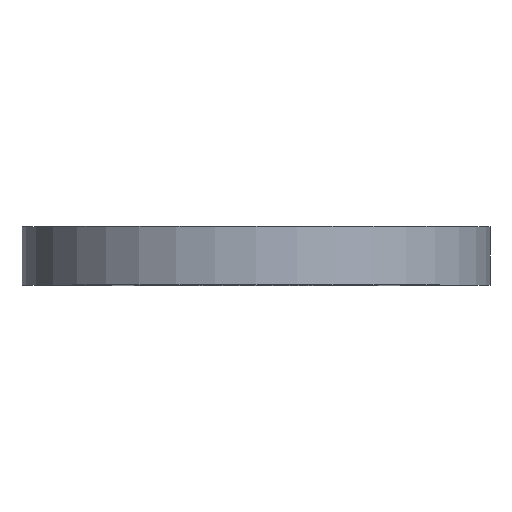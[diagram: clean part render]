
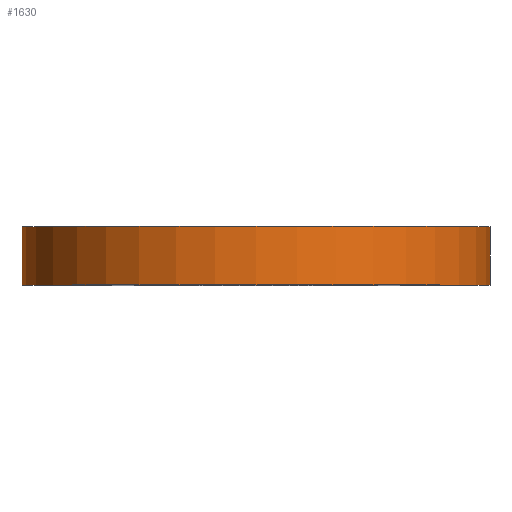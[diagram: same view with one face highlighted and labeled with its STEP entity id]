
A CAD part, top view. The second image highlights one B-rep face of the part: STEP entity #1630.
In plain terms, the highlighted cylindrical face has radius 30.48 mm (diameter 60.96 mm), a full revolution.
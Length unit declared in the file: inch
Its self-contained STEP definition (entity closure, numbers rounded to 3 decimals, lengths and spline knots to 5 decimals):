
#15=CYLINDRICAL_SURFACE('',#1757,1.2);
#87=LINE('',#2475,#283);
#283=VECTOR('',#1971,1.2);
#449=FACE_OUTER_BOUND('',#551,.T.);
#551=EDGE_LOOP('',(#1165,#1166,#1167,#1168));
#643=CIRCLE('',#1733,1.2);
#654=CIRCLE('',#1745,1.2);
#684=VERTEX_POINT('',#2307);
#731=VERTEX_POINT('',#2402);
#845=EDGE_CURVE('',#684,#684,#643,.T.);
#892=EDGE_CURVE('',#731,#731,#654,.T.);
#928=EDGE_CURVE('',#731,#684,#87,.T.);
#1165=ORIENTED_EDGE('',*,*,#892,.F.);
#1166=ORIENTED_EDGE('',*,*,#928,.T.);
#1167=ORIENTED_EDGE('',*,*,#845,.T.);
#1168=ORIENTED_EDGE('',*,*,#928,.F.);
#1630=ADVANCED_FACE('',(#449),#15,.T.);
#1733=AXIS2_PLACEMENT_3D('',#2308,#1861,#1862);
#1745=AXIS2_PLACEMENT_3D('',#2403,#1921,#1922);
#1757=AXIS2_PLACEMENT_3D('',#2474,#1969,#1970);
#1861=DIRECTION('center_axis',(0.,1.,0.));
#1862=DIRECTION('ref_axis',(1.,0.,0.));
#1921=DIRECTION('center_axis',(0.,1.,0.));
#1922=DIRECTION('ref_axis',(1.,0.,0.));
#1969=DIRECTION('center_axis',(0.,1.,0.));
#1970=DIRECTION('ref_axis',(1.,0.,0.));
#1971=DIRECTION('',(0.,-1.,0.));
#2307=CARTESIAN_POINT('',(-1.2,0.,0.));
#2308=CARTESIAN_POINT('Origin',(0.,0.,0.));
#2402=CARTESIAN_POINT('',(-1.2,0.3,0.));
#2403=CARTESIAN_POINT('Origin',(0.,0.3,0.));
#2474=CARTESIAN_POINT('Origin',(0.,0.,0.));
#2475=CARTESIAN_POINT('',(-1.2,0.,0.));
